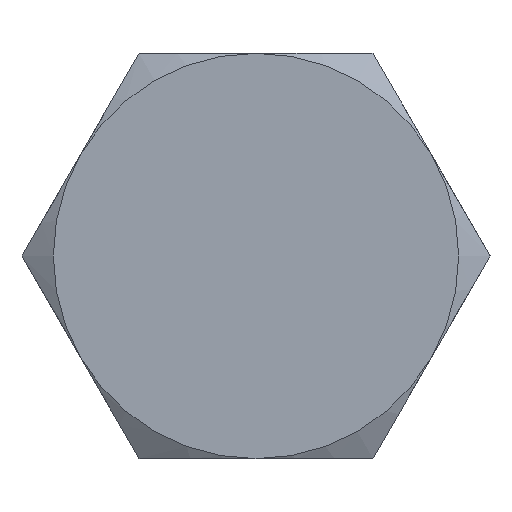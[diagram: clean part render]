
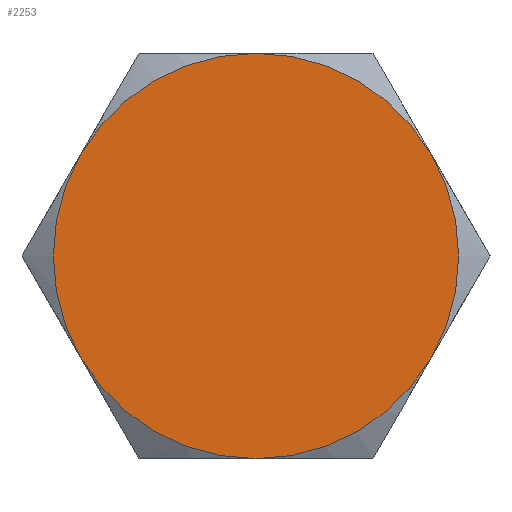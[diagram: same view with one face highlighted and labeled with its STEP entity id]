
A CAD part, left-side view. The second image highlights one B-rep face of the part: STEP entity #2253.
In plain terms, the highlighted planar face has unit normal (-1, 0, 0).
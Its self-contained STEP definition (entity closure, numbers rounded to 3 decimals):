
#24 = VERTEX_POINT ( 'NONE', #2465 ) ;
#67 = ORIENTED_EDGE ( 'NONE', *, *, #799, .T. ) ;
#78 = CARTESIAN_POINT ( 'NONE',  ( -4., 2.382, -1.375 ) ) ;
#111 = DIRECTION ( 'NONE',  ( -1., 0., 0. ) ) ;
#116 = CARTESIAN_POINT ( 'NONE',  ( -4., -2.382, 1.375 ) ) ;
#194 = CIRCLE ( 'NONE', #2910, 2.75 ) ;
#200 = DIRECTION ( 'NONE',  ( -1., 0., 0. ) ) ;
#216 = EDGE_CURVE ( 'NONE', #24, #2274, #2060, .T. ) ;
#248 = AXIS2_PLACEMENT_3D ( 'NONE', #2705, #1115, #2953 ) ;
#254 = PLANE ( 'NONE',  #536 ) ;
#349 = VERTEX_POINT ( 'NONE', #1079 ) ;
#431 = EDGE_CURVE ( 'NONE', #1014, #24, #194, .T. ) ;
#450 = AXIS2_PLACEMENT_3D ( 'NONE', #1118, #200, #1597 ) ;
#529 = DIRECTION ( 'NONE',  ( -1., 0., 0. ) ) ;
#536 = AXIS2_PLACEMENT_3D ( 'NONE', #1860, #948, #2109 ) ;
#541 = EDGE_CURVE ( 'NONE', #2417, #1014, #2235, .T. ) ;
#577 = CARTESIAN_POINT ( 'NONE',  ( -4., -2.382, -1.375 ) ) ;
#617 = ORIENTED_EDGE ( 'NONE', *, *, #2024, .T. ) ;
#635 = ORIENTED_EDGE ( 'NONE', *, *, #216, .T. ) ;
#658 = ORIENTED_EDGE ( 'NONE', *, *, #541, .T. ) ;
#703 = CIRCLE ( 'NONE', #2004, 2.75 ) ;
#742 = EDGE_CURVE ( 'NONE', #2274, #349, #1386, .T. ) ;
#764 = EDGE_LOOP ( 'NONE', ( #658, #1405, #635, #1886, #617, #67 ) ) ;
#799 = EDGE_CURVE ( 'NONE', #2812, #2417, #703, .T. ) ;
#924 = DIRECTION ( 'NONE',  ( 0., 0., 1. ) ) ;
#948 = DIRECTION ( 'NONE',  ( -1., 0., 0. ) ) ;
#952 = FACE_OUTER_BOUND ( 'NONE', #764, .T. ) ;
#1014 = VERTEX_POINT ( 'NONE', #1670 ) ;
#1079 = CARTESIAN_POINT ( 'NONE',  ( -4., 0., -2.75 ) ) ;
#1115 = DIRECTION ( 'NONE',  ( -1., 0., 0. ) ) ;
#1118 = CARTESIAN_POINT ( 'NONE',  ( -4., 0., 0. ) ) ;
#1148 = DIRECTION ( 'NONE',  ( -1., 0., 0. ) ) ;
#1379 = CARTESIAN_POINT ( 'NONE',  ( -4., 0., 0. ) ) ;
#1386 = CIRCLE ( 'NONE', #2102, 2.75 ) ;
#1405 = ORIENTED_EDGE ( 'NONE', *, *, #431, .T. ) ;
#1457 = DIRECTION ( 'NONE',  ( 0., 0., 1. ) ) ;
#1548 = AXIS2_PLACEMENT_3D ( 'NONE', #2765, #1148, #2519 ) ;
#1597 = DIRECTION ( 'NONE',  ( 0., 0., 1. ) ) ;
#1670 = CARTESIAN_POINT ( 'NONE',  ( -4., 0., 2.75 ) ) ;
#1860 = CARTESIAN_POINT ( 'NONE',  ( -4., -1.588, -2.75 ) ) ;
#1886 = ORIENTED_EDGE ( 'NONE', *, *, #742, .T. ) ;
#2004 = AXIS2_PLACEMENT_3D ( 'NONE', #2121, #111, #2169 ) ;
#2024 = EDGE_CURVE ( 'NONE', #349, #2812, #2444, .T. ) ;
#2060 = CIRCLE ( 'NONE', #1548, 2.75 ) ;
#2102 = AXIS2_PLACEMENT_3D ( 'NONE', #2802, #529, #1457 ) ;
#2109 = DIRECTION ( 'NONE',  ( 0., 0., 1. ) ) ;
#2121 = CARTESIAN_POINT ( 'NONE',  ( -4., 0., 0. ) ) ;
#2169 = DIRECTION ( 'NONE',  ( 0., 0., 1. ) ) ;
#2235 = CIRCLE ( 'NONE', #450, 2.75 ) ;
#2253 = ADVANCED_FACE ( 'NONE', ( #952 ), #254, .T. ) ;
#2258 = DIRECTION ( 'NONE',  ( -1., 0., 0. ) ) ;
#2274 = VERTEX_POINT ( 'NONE', #78 ) ;
#2417 = VERTEX_POINT ( 'NONE', #116 ) ;
#2444 = CIRCLE ( 'NONE', #248, 2.75 ) ;
#2465 = CARTESIAN_POINT ( 'NONE',  ( -4., 2.382, 1.375 ) ) ;
#2519 = DIRECTION ( 'NONE',  ( 0., 0., 1. ) ) ;
#2705 = CARTESIAN_POINT ( 'NONE',  ( -4., 0., 0. ) ) ;
#2765 = CARTESIAN_POINT ( 'NONE',  ( -4., 0., 0. ) ) ;
#2802 = CARTESIAN_POINT ( 'NONE',  ( -4., 0., 0. ) ) ;
#2812 = VERTEX_POINT ( 'NONE', #577 ) ;
#2910 = AXIS2_PLACEMENT_3D ( 'NONE', #1379, #2258, #924 ) ;
#2953 = DIRECTION ( 'NONE',  ( 0., 0., 1. ) ) ;
